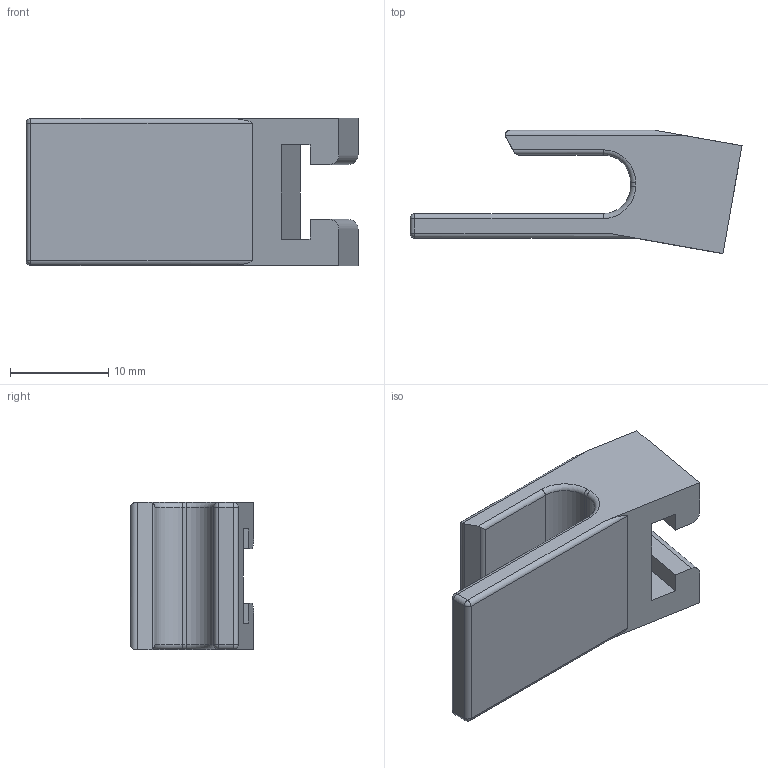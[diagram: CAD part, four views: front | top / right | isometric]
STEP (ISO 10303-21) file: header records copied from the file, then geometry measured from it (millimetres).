
FILE_DESCRIPTION(/* description */ (''),/* implementation_level */ '2;1');
FILE_NAME(/* name */ 'pin.stp',/* time_stamp */ '2016-11-14T18:07:46+01:00',/* author */ ('Administrator'),/* organization */ (''),/* preprocessor_version */ 'ST-DEVELOPER v15.6',/* originating_system */ 'Autodesk Inventor 2015',/* authorisation */ '');
FILE_SCHEMA (('AUTOMOTIVE_DESIGN { 1 0 10303 214 3 1 1 }'));
Length unit declared in the file: millimetre
Products named in the file (1): pinza0.3
Bounding box: 33.86 x 12.56 x 15 mm (x, y, z)
Volume: 2593.4 mm3; surface area: 2151.7 mm2
Topology: 1 solids, 1 shells, 48 faces, 118 edges, 72 vertices
Faces by surface type: cylinder 20, plane 20, sphere 4, torus 4
Entity records: 1430 total; most frequent: DIRECTION 260, CARTESIAN_POINT 239, ORIENTED_EDGE 236, EDGE_CURVE 118, AXIS2_PLACEMENT_3D 93, LINE 74, VECTOR 74, VERTEX_POINT 72
